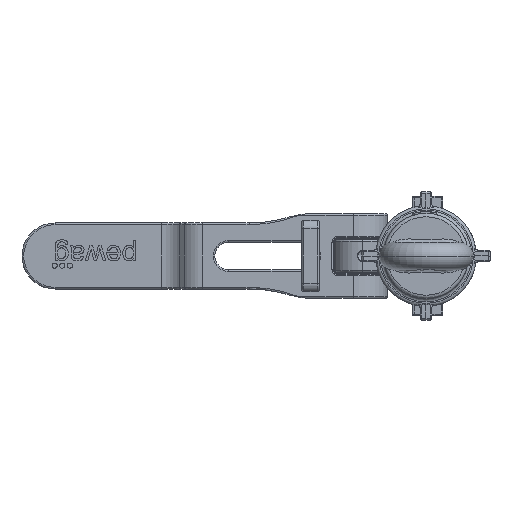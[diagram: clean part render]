
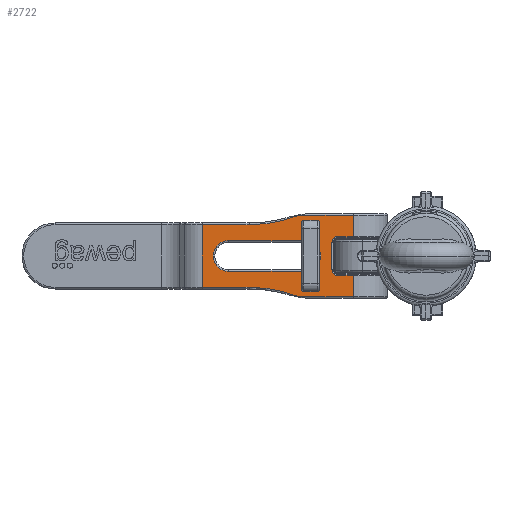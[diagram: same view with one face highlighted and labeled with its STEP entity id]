
A CAD part, left-side view. The second image highlights one B-rep face of the part: STEP entity #2722.
In plain terms, the highlighted planar face has unit normal (-1, 0, 0).
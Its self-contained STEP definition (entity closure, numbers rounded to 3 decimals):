
#809=PLANE('',#21385);
#2722=ADVANCED_FACE('',(#3921,#3922),#809,.T.);
#3921=FACE_BOUND('',#4595,.T.);
#3922=FACE_BOUND('',#4596,.T.);
#4595=EDGE_LOOP('',(#9115,#9116,#9117,#9118));
#4596=EDGE_LOOP('',(#9119,#9120,#9121,#9122,#9123,#9124,#9125,#9126,#9127,
#9128,#9129,#9130,#9131,#9132));
#9115=ORIENTED_EDGE('',*,*,#15601,.T.);
#9116=ORIENTED_EDGE('',*,*,#15602,.T.);
#9117=ORIENTED_EDGE('',*,*,#15603,.T.);
#9118=ORIENTED_EDGE('',*,*,#15604,.T.);
#9119=ORIENTED_EDGE('',*,*,#15605,.T.);
#9120=ORIENTED_EDGE('',*,*,#15606,.T.);
#9121=ORIENTED_EDGE('',*,*,#15607,.T.);
#9122=ORIENTED_EDGE('',*,*,#15608,.T.);
#9123=ORIENTED_EDGE('',*,*,#15609,.T.);
#9124=ORIENTED_EDGE('',*,*,#15610,.T.);
#9125=ORIENTED_EDGE('',*,*,#15611,.T.);
#9126=ORIENTED_EDGE('',*,*,#15612,.T.);
#9127=ORIENTED_EDGE('',*,*,#15613,.T.);
#9128=ORIENTED_EDGE('',*,*,#15614,.T.);
#9129=ORIENTED_EDGE('',*,*,#15615,.T.);
#9130=ORIENTED_EDGE('',*,*,#15616,.T.);
#9131=ORIENTED_EDGE('',*,*,#15617,.T.);
#9132=ORIENTED_EDGE('',*,*,#15618,.T.);
#13340=VERTEX_POINT('',#35335);
#13341=VERTEX_POINT('',#35336);
#13342=VERTEX_POINT('',#35338);
#13343=VERTEX_POINT('',#35340);
#13344=VERTEX_POINT('',#35343);
#13345=VERTEX_POINT('',#35344);
#13346=VERTEX_POINT('',#35346);
#13347=VERTEX_POINT('',#35348);
#13348=VERTEX_POINT('',#35350);
#13349=VERTEX_POINT('',#35352);
#13350=VERTEX_POINT('',#35354);
#13351=VERTEX_POINT('',#35356);
#13352=VERTEX_POINT('',#35358);
#13353=VERTEX_POINT('',#35360);
#13354=VERTEX_POINT('',#35362);
#13355=VERTEX_POINT('',#35364);
#13356=VERTEX_POINT('',#35366);
#13357=VERTEX_POINT('',#35368);
#15601=EDGE_CURVE('',#13340,#13341,#20174,.T.);
#15602=EDGE_CURVE('',#13341,#13342,#17646,.T.);
#15603=EDGE_CURVE('',#13342,#13343,#20175,.T.);
#15604=EDGE_CURVE('',#13343,#13340,#17647,.T.);
#15605=EDGE_CURVE('',#13344,#13345,#20176,.T.);
#15606=EDGE_CURVE('',#13345,#13346,#17648,.T.);
#15607=EDGE_CURVE('',#13346,#13347,#17649,.T.);
#15608=EDGE_CURVE('',#13347,#13348,#17650,.T.);
#15609=EDGE_CURVE('',#13348,#13349,#20177,.T.);
#15610=EDGE_CURVE('',#13349,#13350,#17651,.T.);
#15611=EDGE_CURVE('',#13350,#13351,#17652,.T.);
#15612=EDGE_CURVE('',#13351,#13352,#17653,.T.);
#15613=EDGE_CURVE('',#13352,#13353,#20178,.T.);
#15614=EDGE_CURVE('',#13353,#13354,#17654,.T.);
#15615=EDGE_CURVE('',#13354,#13355,#20179,.T.);
#15616=EDGE_CURVE('',#13355,#13356,#17655,.T.);
#15617=EDGE_CURVE('',#13356,#13357,#17656,.T.);
#15618=EDGE_CURVE('',#13357,#13344,#17657,.T.);
#17646=LINE('',#35337,#18855);
#17647=LINE('',#35341,#18856);
#17648=LINE('',#35345,#18857);
#17649=LINE('',#35347,#18858);
#17650=LINE('',#35349,#18859);
#17651=LINE('',#35353,#18860);
#17652=LINE('',#35355,#18861);
#17653=LINE('',#35357,#18862);
#17654=LINE('',#35361,#18863);
#17655=LINE('',#35365,#18864);
#17656=LINE('',#35367,#18865);
#17657=LINE('',#35369,#18866);
#18855=VECTOR('',#24563,1.);
#18856=VECTOR('',#24566,1.);
#18857=VECTOR('',#24569,1.);
#18858=VECTOR('',#24570,1.);
#18859=VECTOR('',#24571,1.);
#18860=VECTOR('',#24574,1.);
#18861=VECTOR('',#24575,1.);
#18862=VECTOR('',#24576,1.);
#18863=VECTOR('',#24579,1.);
#18864=VECTOR('',#24582,1.);
#18865=VECTOR('',#24583,1.);
#18866=VECTOR('',#24584,1.);
#20174=CIRCLE('',#21379,9.);
#20175=CIRCLE('',#21380,9.);
#20176=CIRCLE('',#21381,81.);
#20177=CIRCLE('',#21382,81.);
#20178=CIRCLE('',#21383,3.414);
#20179=CIRCLE('',#21384,3.414);
#21379=AXIS2_PLACEMENT_3D('',#35334,#24561,#24562);
#21380=AXIS2_PLACEMENT_3D('',#35339,#24564,#24565);
#21381=AXIS2_PLACEMENT_3D('',#35342,#24567,#24568);
#21382=AXIS2_PLACEMENT_3D('',#35351,#24572,#24573);
#21383=AXIS2_PLACEMENT_3D('',#35359,#24577,#24578);
#21384=AXIS2_PLACEMENT_3D('',#35363,#24580,#24581);
#21385=AXIS2_PLACEMENT_3D('',#35370,#24585,#24586);
#24561=DIRECTION('',(1.,0.,0.));
#24562=DIRECTION('',(0.,0.,1.));
#24563=DIRECTION('',(0.,1.,0.));
#24564=DIRECTION('',(1.,0.,0.));
#24565=DIRECTION('',(0.,0.,1.));
#24566=DIRECTION('',(0.,-1.,0.));
#24567=DIRECTION('',(1.,0.,0.));
#24568=DIRECTION('',(0.,0.,1.));
#24569=DIRECTION('',(0.,1.,0.));
#24570=DIRECTION('',(0.,0.,-1.));
#24571=DIRECTION('',(0.,-1.,0.));
#24572=DIRECTION('',(1.,0.,0.));
#24573=DIRECTION('',(0.,0.,1.));
#24574=DIRECTION('',(0.,-1.,0.));
#24575=DIRECTION('',(0.,0.,1.));
#24576=DIRECTION('',(0.,1.,0.));
#24577=DIRECTION('',(1.,0.,0.));
#24578=DIRECTION('',(0.,0.,-1.));
#24579=DIRECTION('',(0.,0.,1.));
#24580=DIRECTION('',(1.,0.,0.));
#24581=DIRECTION('',(0.,0.,-1.));
#24582=DIRECTION('',(0.,-1.,0.));
#24583=DIRECTION('',(0.,0.,1.));
#24584=DIRECTION('',(0.,1.,0.));
#24585=DIRECTION('',(-1.,0.,0.));
#24586=DIRECTION('',(0.,0.,-1.));
#35334=CARTESIAN_POINT('',(-20.,70.668,0.));
#35335=CARTESIAN_POINT('',(-20.,70.668,9.));
#35336=CARTESIAN_POINT('',(-20.,70.668,-9.));
#35337=CARTESIAN_POINT('',(-20.,103.668,-9.));
#35338=CARTESIAN_POINT('',(-20.,115.668,-9.));
#35339=CARTESIAN_POINT('',(-20.,115.668,0.));
#35340=CARTESIAN_POINT('',(-20.,115.668,9.));
#35341=CARTESIAN_POINT('',(-20.,103.668,9.));
#35342=CARTESIAN_POINT('',(-20.,103.668,99.359));
#35343=CARTESIAN_POINT('',(-20.,74.481,23.8));
#35344=CARTESIAN_POINT('',(-20.,103.668,18.359));
#35345=CARTESIAN_POINT('',(-20.,103.668,18.359));
#35346=CARTESIAN_POINT('',(-20.,130.954,18.359));
#35347=CARTESIAN_POINT('',(-20.,130.954,-99.359));
#35348=CARTESIAN_POINT('',(-20.,130.954,-18.359));
#35349=CARTESIAN_POINT('',(-20.,103.668,-18.359));
#35350=CARTESIAN_POINT('',(-20.,103.668,-18.359));
#35351=CARTESIAN_POINT('',(-20.,103.668,-99.359));
#35352=CARTESIAN_POINT('',(-20.,74.481,-23.8));
#35353=CARTESIAN_POINT('',(-20.,103.668,-23.8));
#35354=CARTESIAN_POINT('',(-20.,42.668,-23.8));
#35355=CARTESIAN_POINT('',(-20.,42.668,-99.359));
#35356=CARTESIAN_POINT('',(-20.,42.668,-11.414));
#35357=CARTESIAN_POINT('',(-20.,103.668,-11.414));
#35358=CARTESIAN_POINT('',(-20.,51.668,-11.414));
#35359=CARTESIAN_POINT('',(-20.,51.668,-8.));
#35360=CARTESIAN_POINT('',(-20.,55.082,-8.));
#35361=CARTESIAN_POINT('',(-20.,55.082,-99.359));
#35362=CARTESIAN_POINT('',(-20.,55.082,8.));
#35363=CARTESIAN_POINT('',(-20.,51.668,8.));
#35364=CARTESIAN_POINT('',(-20.,51.668,11.414));
#35365=CARTESIAN_POINT('',(-20.,103.668,11.414));
#35366=CARTESIAN_POINT('',(-20.,42.668,11.414));
#35367=CARTESIAN_POINT('',(-20.,42.668,-99.359));
#35368=CARTESIAN_POINT('',(-20.,42.668,23.8));
#35369=CARTESIAN_POINT('',(-20.,103.668,23.8));
#35370=CARTESIAN_POINT('',(-20.,103.668,-99.359));
